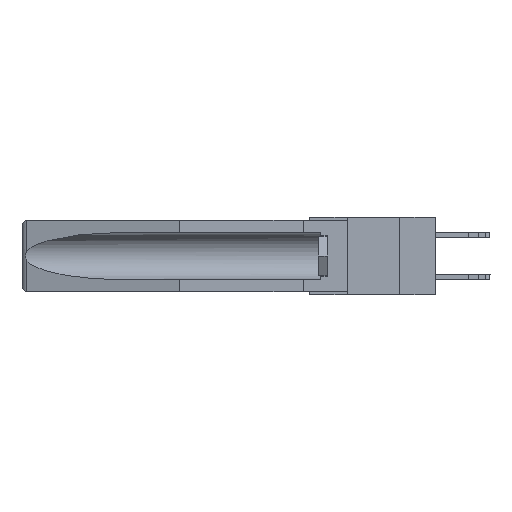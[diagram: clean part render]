
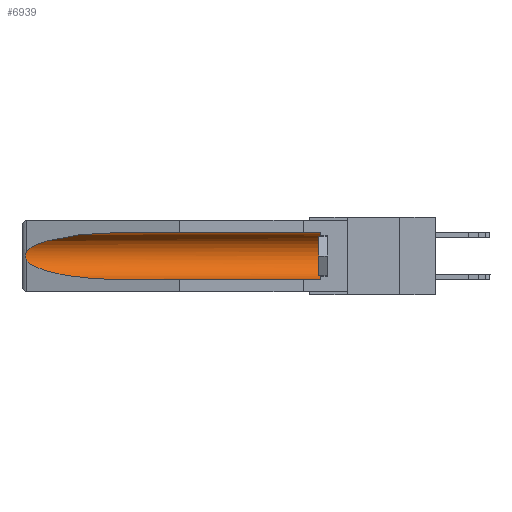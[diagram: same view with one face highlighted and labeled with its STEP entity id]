
A CAD part, left-side view. The second image highlights one B-rep face of the part: STEP entity #6939.
In plain terms, the highlighted cylindrical face has radius 2.857 mm (diameter 5.715 mm), a partial arc.
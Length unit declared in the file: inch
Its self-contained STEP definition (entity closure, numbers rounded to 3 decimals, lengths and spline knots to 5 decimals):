
#529 = VERTEX_POINT ( 'NONE', #29629 ) ;
#787 =( BOUNDED_CURVE ( )  B_SPLINE_CURVE ( 3, ( #4378, #13878, #16681, #23630 ),
 .UNSPECIFIED., .F., .F. ) 
 B_SPLINE_CURVE_WITH_KNOTS ( ( 4, 4 ),
 ( 4.71239, 6.08839 ),
 .UNSPECIFIED. ) 
 CURVE ( )  GEOMETRIC_REPRESENTATION_ITEM ( )  RATIONAL_B_SPLINE_CURVE ( ( 1., 0.848, 0.848, 1. ) ) 
 REPRESENTATION_ITEM ( '' )  );
#1063 = CARTESIAN_POINT ( 'NONE',  ( 0.2673, 1.53269, -0.17917 ) ) ;
#1158 = CARTESIAN_POINT ( 'NONE',  ( 0.26655, 1.53094, -0.18657 ) ) ;
#1275 = DIRECTION ( 'NONE',  ( 0., 1., 0. ) ) ;
#1440 = CARTESIAN_POINT ( 'NONE',  ( 0.26537, 1.52718, -0.19328 ) ) ;
#2595 = VERTEX_POINT ( 'NONE', #15198 ) ;
#2671 = CARTESIAN_POINT ( 'NONE',  ( 0.25451, 1.48313, -0.24835 ) ) ;
#3629 = CARTESIAN_POINT ( 'NONE',  ( 0.2673, 1.5327, -0.16383 ) ) ;
#3720 = EDGE_CURVE ( 'NONE', #28214, #529, #5144, .T. ) ;
#3819 = ORIENTED_EDGE ( 'NONE', *, *, #18537, .T. ) ;
#4132 = EDGE_CURVE ( 'NONE', #23643, #2595, #4383, .T. ) ;
#4378 = CARTESIAN_POINT ( 'NONE',  ( 0.155, 1.07973, -0.059 ) ) ;
#4383 = LINE ( 'NONE', #20118, #22077 ) ;
#5144 = LINE ( 'NONE', #28741, #22111 ) ;
#6789 = EDGE_LOOP ( 'NONE', ( #16897, #3819, #9127, #20021, #13282, #11467 ) ) ;
#6939 = ADVANCED_FACE ( 'NONE', ( #25155 ), #19756, .F. ) ;
#7932 = CARTESIAN_POINT ( 'NONE',  ( 0.26597, 1.5296, -0.19026 ) ) ;
#9127 = ORIENTED_EDGE ( 'NONE', *, *, #16344, .T. ) ;
#9532 = CARTESIAN_POINT ( 'NONE',  ( 0.155, 1.07973, -0.284 ) ) ;
#10332 = CARTESIAN_POINT ( 'NONE',  ( 0.26654, 1.53092, -0.15636 ) ) ;
#10655 = CIRCLE ( 'NONE', #22975, 0.1125 ) ;
#11169 = DIRECTION ( 'NONE',  ( 0., 0., 1. ) ) ;
#11467 = ORIENTED_EDGE ( 'NONE', *, *, #3720, .T. ) ;
#12363 = DIRECTION ( 'NONE',  ( 0., 0., 1. ) ) ;
#12843 = CARTESIAN_POINT ( 'NONE',  ( 0.26597, 1.52961, -0.15275 ) ) ;
#13277 = B_SPLINE_CURVE_WITH_KNOTS ( 'NONE', 3,
 ( #17170, #12843, #10332, #3629, #19480, #28732, #1063, #1158, #7932, #20193 ),
 .UNSPECIFIED., .F., .F.,
 ( 4, 2, 2, 2, 4 ),
 ( 0., 0.00029, 0.00058, 0.00087, 0.00117 ),
 .UNSPECIFIED. ) ;
#13282 = ORIENTED_EDGE ( 'NONE', *, *, #17694, .T. ) ;
#13878 = CARTESIAN_POINT ( 'NONE',  ( 0.21114, 1.30732, -0.059 ) ) ;
#14470 = DIRECTION ( 'NONE',  ( 0., -1., 0. ) ) ;
#15198 = CARTESIAN_POINT ( 'NONE',  ( 0.155, 1.07973, -0.284 ) ) ;
#16246 = CARTESIAN_POINT ( 'NONE',  ( 0.21114, 1.30732, -0.284 ) ) ;
#16344 = EDGE_CURVE ( 'NONE', #26356, #2595, #20829, .T. ) ;
#16681 = CARTESIAN_POINT ( 'NONE',  ( 0.25451, 1.48313, -0.09465 ) ) ;
#16897 = ORIENTED_EDGE ( 'NONE', *, *, #24478, .T. ) ;
#16995 = CARTESIAN_POINT ( 'NONE',  ( 0.155, 0.126, -0.1715 ) ) ;
#17170 = CARTESIAN_POINT ( 'NONE',  ( 0.26537, 1.52718, -0.14972 ) ) ;
#17694 = EDGE_CURVE ( 'NONE', #23643, #28214, #10655, .T. ) ;
#18537 = EDGE_CURVE ( 'NONE', #25772, #26356, #13277, .T. ) ;
#18558 = CARTESIAN_POINT ( 'NONE',  ( 0.26537, 1.52718, -0.19328 ) ) ;
#19017 = CARTESIAN_POINT ( 'NONE',  ( 0.155, 0.126, -0.059 ) ) ;
#19480 = CARTESIAN_POINT ( 'NONE',  ( 0.2675, 1.53308, -0.16763 ) ) ;
#19756 = CYLINDRICAL_SURFACE ( 'NONE', #22803, 0.1125 ) ;
#20021 = ORIENTED_EDGE ( 'NONE', *, *, #4132, .F. ) ;
#20118 = CARTESIAN_POINT ( 'NONE',  ( 0.155, -0.30754, -0.284 ) ) ;
#20193 = CARTESIAN_POINT ( 'NONE',  ( 0.26537, 1.52718, -0.19328 ) ) ;
#20222 = DIRECTION ( 'NONE',  ( 0., 1., 0. ) ) ;
#20829 =( BOUNDED_CURVE ( )  B_SPLINE_CURVE ( 3, ( #18558, #2671, #16246, #9532 ),
 .UNSPECIFIED., .F., .F. ) 
 B_SPLINE_CURVE_WITH_KNOTS ( ( 4, 4 ),
 ( 0.1948, 1.5708 ),
 .UNSPECIFIED. ) 
 CURVE ( )  GEOMETRIC_REPRESENTATION_ITEM ( )  RATIONAL_B_SPLINE_CURVE ( ( 1., 0.848, 0.848, 1. ) ) 
 REPRESENTATION_ITEM ( '' )  );
#22077 = VECTOR ( 'NONE', #25035, 39.37008 ) ;
#22111 = VECTOR ( 'NONE', #1275, 39.37008 ) ;
#22803 = AXIS2_PLACEMENT_3D ( 'NONE', #24838, #20222, #11169 ) ;
#22975 = AXIS2_PLACEMENT_3D ( 'NONE', #16995, #14470, #12363 ) ;
#23630 = CARTESIAN_POINT ( 'NONE',  ( 0.26537, 1.52718, -0.14972 ) ) ;
#23643 = VERTEX_POINT ( 'NONE', #29006 ) ;
#24125 = CARTESIAN_POINT ( 'NONE',  ( 0.26537, 1.52718, -0.14972 ) ) ;
#24478 = EDGE_CURVE ( 'NONE', #529, #25772, #787, .T. ) ;
#24838 = CARTESIAN_POINT ( 'NONE',  ( 0.155, -0.30754, -0.1715 ) ) ;
#25035 = DIRECTION ( 'NONE',  ( 0., 1., 0. ) ) ;
#25155 = FACE_OUTER_BOUND ( 'NONE', #6789, .T. ) ;
#25772 = VERTEX_POINT ( 'NONE', #24125 ) ;
#26356 = VERTEX_POINT ( 'NONE', #1440 ) ;
#28214 = VERTEX_POINT ( 'NONE', #19017 ) ;
#28732 = CARTESIAN_POINT ( 'NONE',  ( 0.2675, 1.53308, -0.17534 ) ) ;
#28741 = CARTESIAN_POINT ( 'NONE',  ( 0.155, -0.30754, -0.059 ) ) ;
#29006 = CARTESIAN_POINT ( 'NONE',  ( 0.155, 0.126, -0.284 ) ) ;
#29629 = CARTESIAN_POINT ( 'NONE',  ( 0.155, 1.07973, -0.059 ) ) ;
